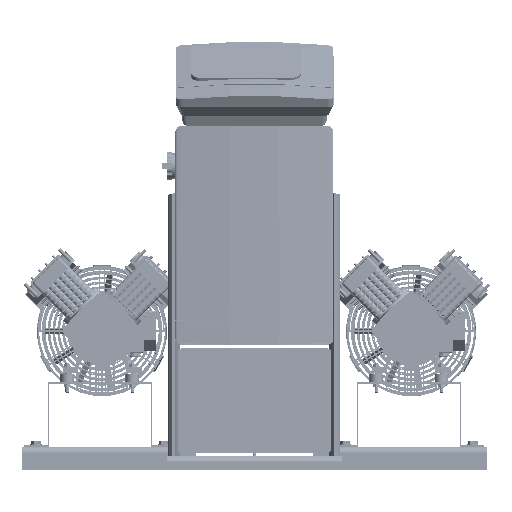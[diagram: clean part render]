
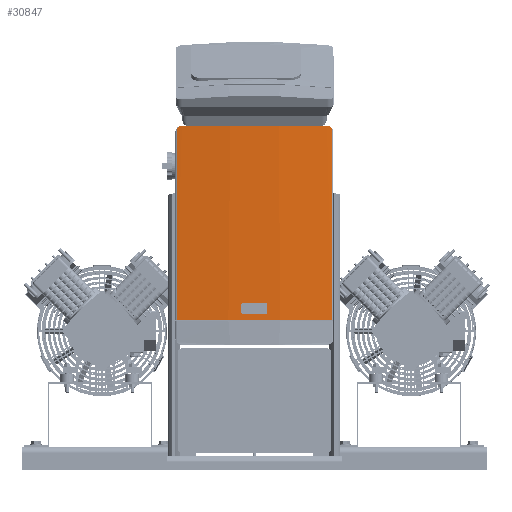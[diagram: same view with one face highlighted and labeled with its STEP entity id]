
A CAD part, front view. The second image highlights one B-rep face of the part: STEP entity #30847.
In plain terms, the highlighted cylindrical face has radius 1452.14 mm (diameter 2904.28 mm), a partial arc.
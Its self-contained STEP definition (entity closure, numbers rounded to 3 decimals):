
#30523=CARTESIAN_POINT('',(167.381,-167.325,297.032));
#30524=VERTEX_POINT('',#30523);
#30532=CARTESIAN_POINT('',(-167.391,-167.325,297.032));
#30533=VERTEX_POINT('',#30532);
#30534=CARTESIAN_POINT('',(-0.005,1275.133,297.032));
#30535=DIRECTION('',(0.0,0.0,1.0));
#30536=DIRECTION('',(0.,-1.0,0.0));
#30537=AXIS2_PLACEMENT_3D('',#30534,#30535,#30536);
#30538=CIRCLE('',#30537,1452.138);
#30539=EDGE_CURVE('',#30533,#30524,#30538,.T.);
#30686=CARTESIAN_POINT('',(-167.391,-167.325,708.178));
#30687=VERTEX_POINT('',#30686);
#30688=CARTESIAN_POINT('',(-167.391,-167.325,297.032));
#30689=DIRECTION('',(0.0,0.0,1.0));
#30690=VECTOR('',#30689,411.147);
#30691=LINE('',#30688,#30690);
#30692=EDGE_CURVE('',#30533,#30687,#30691,.T.);
#30789=CARTESIAN_POINT('',(-0.005,1275.133,243.032));
#30790=DIRECTION('',(0.0,0.0,1.0));
#30791=DIRECTION('',(0.,-1.0,0.0));
#30792=AXIS2_PLACEMENT_3D('',#30789,#30790,#30791);
#30793=CYLINDRICAL_SURFACE('',#30792,1452.138);
#30794=ORIENTED_EDGE('',*,*,#30539,.T.);
#30795=CARTESIAN_POINT('',(167.381,-167.325,708.178));
#30796=VERTEX_POINT('',#30795);
#30797=CARTESIAN_POINT('',(167.381,-167.325,297.032));
#30798=DIRECTION('',(0.0,0.0,1.0));
#30799=VECTOR('',#30798,411.147);
#30800=LINE('',#30797,#30799);
#30801=EDGE_CURVE('',#30524,#30796,#30800,.T.);
#30802=ORIENTED_EDGE('',*,*,#30801,.T.);
#30803=CARTESIAN_POINT('',(155.995,-168.601,714.032));
#30804=VERTEX_POINT('',#30803);
#30805=CARTESIAN_POINT('',(167.381,-167.325,708.178));
#30806=CARTESIAN_POINT('',(166.929,-167.378,708.809));
#30807=CARTESIAN_POINT('',(166.431,-167.435,709.393));
#30808=CARTESIAN_POINT('',(165.284,-167.567,710.543));
#30809=CARTESIAN_POINT('',(164.581,-167.648,711.128));
#30810=CARTESIAN_POINT('',(163.049,-167.822,712.16));
#30811=CARTESIAN_POINT('',(162.221,-167.915,712.606));
#30812=CARTESIAN_POINT('',(160.494,-168.108,713.322));
#30813=CARTESIAN_POINT('',(159.594,-168.208,713.592));
#30814=CARTESIAN_POINT('',(157.784,-168.407,713.947));
#30815=CARTESIAN_POINT('',(156.875,-168.506,714.032));
#30816=CARTESIAN_POINT('',(155.995,-168.601,714.032));
#30817=B_SPLINE_CURVE_WITH_KNOTS('',3,(#30805,#30806,#30807,#30808,#30809,#30810,#30811,#30812,#30813,#30814,#30815,#30816),.UNSPECIFIED.,.F.,.U.,(4,2,2,2,2,4),(50.621,52.857,55.511,58.165,60.819,63.473),.UNSPECIFIED.);
#30818=EDGE_CURVE('',#30796,#30804,#30817,.T.);
#30819=ORIENTED_EDGE('',*,*,#30818,.T.);
#30820=CARTESIAN_POINT('',(-156.005,-168.601,714.032));
#30821=VERTEX_POINT('',#30820);
#30822=CARTESIAN_POINT('',(-0.005,1275.133,714.032));
#30823=DIRECTION('',(0.0,0.0,-1.0));
#30824=DIRECTION('',(0.,-1.0,0.0));
#30825=AXIS2_PLACEMENT_3D('',#30822,#30823,#30824);
#30826=CIRCLE('',#30825,1452.138);
#30827=EDGE_CURVE('',#30804,#30821,#30826,.T.);
#30828=ORIENTED_EDGE('',*,*,#30827,.T.);
#30829=CARTESIAN_POINT('',(-156.005,-168.601,714.032));
#30830=CARTESIAN_POINT('',(-156.885,-168.506,714.032));
#30831=CARTESIAN_POINT('',(-157.794,-168.407,713.947));
#30832=CARTESIAN_POINT('',(-159.604,-168.208,713.592));
#30833=CARTESIAN_POINT('',(-160.504,-168.108,713.322));
#30834=CARTESIAN_POINT('',(-162.231,-167.915,712.606));
#30835=CARTESIAN_POINT('',(-163.059,-167.822,712.16));
#30836=CARTESIAN_POINT('',(-164.591,-167.648,711.128));
#30837=CARTESIAN_POINT('',(-165.294,-167.567,710.543));
#30838=CARTESIAN_POINT('',(-166.441,-167.435,709.393));
#30839=CARTESIAN_POINT('',(-166.939,-167.378,708.809));
#30840=CARTESIAN_POINT('',(-167.391,-167.325,708.178));
#30841=B_SPLINE_CURVE_WITH_KNOTS('',3,(#30829,#30830,#30831,#30832,#30833,#30834,#30835,#30836,#30837,#30838,#30839,#30840),.UNSPECIFIED.,.F.,.U.,(4,2,2,2,2,4),(21.151,23.805,26.459,29.113,31.768,34.003),.UNSPECIFIED.);
#30842=EDGE_CURVE('',#30821,#30687,#30841,.T.);
#30843=ORIENTED_EDGE('',*,*,#30842,.T.);
#30844=ORIENTED_EDGE('',*,*,#30692,.F.);
#30845=EDGE_LOOP('',(#30794,#30802,#30819,#30828,#30843,#30844));
#30846=FACE_OUTER_BOUND('',#30845,.T.);
#30847=ADVANCED_FACE('',(#30846),#30793,.T.);
